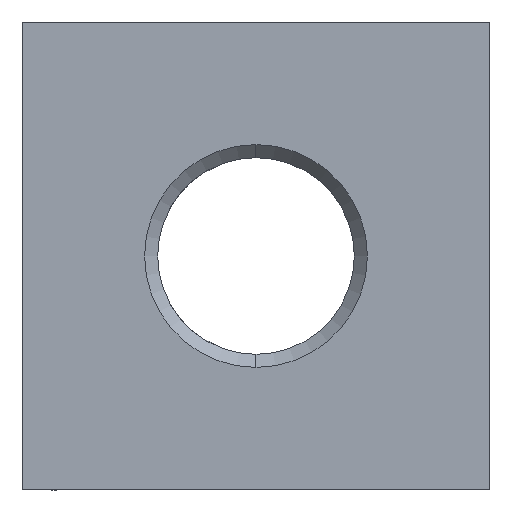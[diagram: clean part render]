
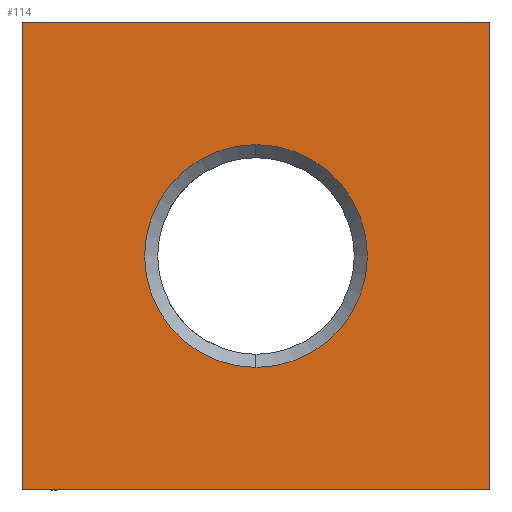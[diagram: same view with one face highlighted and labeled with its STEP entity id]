
A CAD part, left-side view. The second image highlights one B-rep face of the part: STEP entity #114.
In plain terms, the highlighted planar face has unit normal (-1, 0, 0).
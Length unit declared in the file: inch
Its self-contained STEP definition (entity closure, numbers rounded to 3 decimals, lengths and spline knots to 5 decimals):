
#4 = LINE ( 'NONE', #214, #759 ) ;
#8 = DIRECTION ( 'NONE',  ( 0., 1., 0. ) ) ;
#31 = DIRECTION ( 'NONE',  ( 0., 0., 1. ) ) ;
#72 = ORIENTED_EDGE ( 'NONE', *, *, #1082, .T. ) ;
#114 = ADVANCED_FACE ( 'NONE', ( #1157, #613 ), #574, .T. ) ;
#168 = DIRECTION ( 'NONE',  ( 0., 0., -1. ) ) ;
#214 = CARTESIAN_POINT ( 'NONE',  ( -3.875, 0.625, -0.625 ) ) ;
#215 = VERTEX_POINT ( 'NONE', #1688 ) ;
#258 = DIRECTION ( 'NONE',  ( 0., 0., 1. ) ) ;
#349 = CARTESIAN_POINT ( 'NONE',  ( -3.875, 0., 0. ) ) ;
#431 = CARTESIAN_POINT ( 'NONE',  ( -3.875, 0., -0.2975 ) ) ;
#449 = DIRECTION ( 'NONE',  ( 1., 0., 0. ) ) ;
#470 = AXIS2_PLACEMENT_3D ( 'NONE', #349, #1180, #258 ) ;
#471 = CARTESIAN_POINT ( 'NONE',  ( -3.875, 0.625, 0.625 ) ) ;
#543 = CIRCLE ( 'NONE', #1201, 0.2975 ) ;
#574 = PLANE ( 'NONE',  #1224 ) ;
#613 = FACE_OUTER_BOUND ( 'NONE', #1339, .T. ) ;
#677 = CARTESIAN_POINT ( 'NONE',  ( -3.875, -0.625, 0.625 ) ) ;
#734 = ORIENTED_EDGE ( 'NONE', *, *, #891, .F. ) ;
#749 = VERTEX_POINT ( 'NONE', #471 ) ;
#751 = EDGE_CURVE ( 'NONE', #749, #215, #1156, .T. ) ;
#756 = VERTEX_POINT ( 'NONE', #1403 ) ;
#759 = VECTOR ( 'NONE', #1421, 39.37008 ) ;
#821 = CARTESIAN_POINT ( 'NONE',  ( -3.875, 0.625, -0.625 ) ) ;
#846 = CARTESIAN_POINT ( 'NONE',  ( -3.875, 0., 0. ) ) ;
#861 = ORIENTED_EDGE ( 'NONE', *, *, #961, .F. ) ;
#865 = EDGE_LOOP ( 'NONE', ( #1151, #72 ) ) ;
#891 = EDGE_CURVE ( 'NONE', #1564, #749, #4, .T. ) ;
#953 = DIRECTION ( 'NONE',  ( 0., 0., 1. ) ) ;
#961 = EDGE_CURVE ( 'NONE', #215, #756, #1348, .T. ) ;
#983 = VECTOR ( 'NONE', #168, 39.37008 ) ;
#1005 = VERTEX_POINT ( 'NONE', #431 ) ;
#1018 = DIRECTION ( 'NONE',  ( 0., -1., 0. ) ) ;
#1021 = LINE ( 'NONE', #1095, #1342 ) ;
#1082 = EDGE_CURVE ( 'NONE', #1005, #1407, #543, .T. ) ;
#1090 = VECTOR ( 'NONE', #1018, 39.37008 ) ;
#1095 = CARTESIAN_POINT ( 'NONE',  ( -3.875, -0.625, -0.625 ) ) ;
#1151 = ORIENTED_EDGE ( 'NONE', *, *, #1670, .T. ) ;
#1156 = LINE ( 'NONE', #1265, #1090 ) ;
#1157 = FACE_BOUND ( 'NONE', #865, .T. ) ;
#1180 = DIRECTION ( 'NONE',  ( 1., 0., 0. ) ) ;
#1201 = AXIS2_PLACEMENT_3D ( 'NONE', #846, #449, #31 ) ;
#1224 = AXIS2_PLACEMENT_3D ( 'NONE', #677, #1370, #953 ) ;
#1265 = CARTESIAN_POINT ( 'NONE',  ( -3.875, 0.625, 0.625 ) ) ;
#1273 = CIRCLE ( 'NONE', #470, 0.2975 ) ;
#1339 = EDGE_LOOP ( 'NONE', ( #861, #1737, #734, #1487 ) ) ;
#1342 = VECTOR ( 'NONE', #8, 39.37008 ) ;
#1348 = LINE ( 'NONE', #1621, #983 ) ;
#1370 = DIRECTION ( 'NONE',  ( -1., 0., 0. ) ) ;
#1403 = CARTESIAN_POINT ( 'NONE',  ( -3.875, -0.625, -0.625 ) ) ;
#1407 = VERTEX_POINT ( 'NONE', #1750 ) ;
#1421 = DIRECTION ( 'NONE',  ( 0., 0., 1. ) ) ;
#1487 = ORIENTED_EDGE ( 'NONE', *, *, #1756, .F. ) ;
#1564 = VERTEX_POINT ( 'NONE', #821 ) ;
#1621 = CARTESIAN_POINT ( 'NONE',  ( -3.875, -0.625, 0.625 ) ) ;
#1670 = EDGE_CURVE ( 'NONE', #1407, #1005, #1273, .T. ) ;
#1688 = CARTESIAN_POINT ( 'NONE',  ( -3.875, -0.625, 0.625 ) ) ;
#1737 = ORIENTED_EDGE ( 'NONE', *, *, #751, .F. ) ;
#1750 = CARTESIAN_POINT ( 'NONE',  ( -3.875, 0., 0.2975 ) ) ;
#1756 = EDGE_CURVE ( 'NONE', #756, #1564, #1021, .T. ) ;
